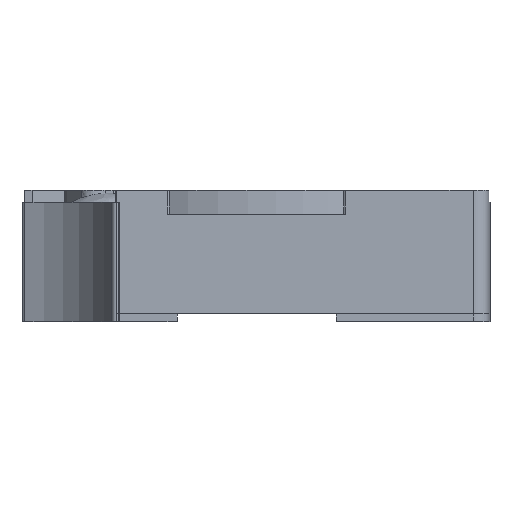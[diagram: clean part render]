
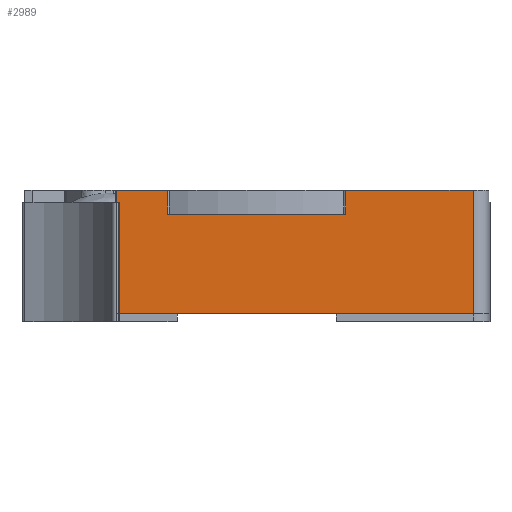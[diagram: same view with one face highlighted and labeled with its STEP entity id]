
A CAD part, front view. The second image highlights one B-rep face of the part: STEP entity #2989.
In plain terms, the highlighted free-form (B-spline) face has degree [1, 1] with [2, 2] control points.
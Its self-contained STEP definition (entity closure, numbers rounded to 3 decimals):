
#2109=CARTESIAN_POINT('',(1.12,-2.9,0.));
#2110=VERTEX_POINT('',#2109);
#2119=CARTESIAN_POINT('',(2.725,-2.9,0.));
#2120=VERTEX_POINT('',#2119);
#2121=CARTESIAN_POINT('',(1.12,-2.9,0.));
#2122=CARTESIAN_POINT('',(2.725,-2.9,0.));
#2123=B_SPLINE_CURVE_WITH_KNOTS('',1,(#2121,#2122),.POLYLINE_FORM.,.F.,.U.,(2,2),(0.691,0.966),.UNSPECIFIED.);
#2124=EDGE_CURVE('',#2110,#2120,#2123,.T.);
#2502=CARTESIAN_POINT('',(-1.12,-2.9,-0.3));
#2503=VERTEX_POINT('',#2502);
#2510=CARTESIAN_POINT('',(1.12,-2.9,-0.3));
#2511=VERTEX_POINT('',#2510);
#2512=CARTESIAN_POINT('',(-1.12,-2.9,-0.3));
#2513=CARTESIAN_POINT('',(1.12,-2.9,-0.3));
#2514=B_SPLINE_CURVE_WITH_KNOTS('',1,(#2512,#2513),.POLYLINE_FORM.,.F.,.U.,(2,2),(0.,1.),.UNSPECIFIED.);
#2515=EDGE_CURVE('',#2503,#2511,#2514,.T.);
#2885=CARTESIAN_POINT('',(2.725,-2.9,-1.55));
#2886=VERTEX_POINT('',#2885);
#2931=CARTESIAN_POINT('',(-1.767,-2.9,-1.55));
#2932=VERTEX_POINT('',#2931);
#2939=CARTESIAN_POINT('',(-1.767,-2.9,-1.55));
#2940=CARTESIAN_POINT('',(2.725,-2.9,-1.55));
#2941=B_SPLINE_CURVE_WITH_KNOTS('',1,(#2939,#2940),.POLYLINE_FORM.,.F.,.U.,(2,2),(0.198,0.966),.UNSPECIFIED.);
#2942=EDGE_CURVE('',#2932,#2886,#2941,.T.);
#2950=CARTESIAN_POINT('',(-2.925,-2.9,0.));
#2951=CARTESIAN_POINT('',(-2.925,-2.9,-1.55));
#2952=CARTESIAN_POINT('',(2.925,-2.9,0.));
#2953=CARTESIAN_POINT('',(2.925,-2.9,-1.55));
#2954=B_SPLINE_SURFACE_WITH_KNOTS('',1,1,((#2950,#2951),(#2952,#2953)),.PLANE_SURF.,.F.,.F.,.U.,(2,2),(2,2),(0.,1.),(0.,1.),.UNSPECIFIED.);
#2955=CARTESIAN_POINT('',(1.12,-2.9,-0.3));
#2956=CARTESIAN_POINT('',(1.12,-2.9,0.));
#2957=B_SPLINE_CURVE_WITH_KNOTS('',1,(#2955,#2956),.POLYLINE_FORM.,.F.,.U.,(2,2),(0.806,1.),.UNSPECIFIED.);
#2958=EDGE_CURVE('',#2511,#2110,#2957,.T.);
#2959=ORIENTED_EDGE('',*,*,#2958,.T.);
#2960=ORIENTED_EDGE('',*,*,#2124,.T.);
#2961=CARTESIAN_POINT('',(2.725,-2.9,0.));
#2962=CARTESIAN_POINT('',(2.725,-2.9,-1.55));
#2963=B_SPLINE_CURVE_WITH_KNOTS('',1,(#2961,#2962),.POLYLINE_FORM.,.F.,.U.,(2,2),(0.,1.),.UNSPECIFIED.);
#2964=EDGE_CURVE('',#2120,#2886,#2963,.T.);
#2965=ORIENTED_EDGE('',*,*,#2964,.T.);
#2966=ORIENTED_EDGE('',*,*,#2942,.F.);
#2967=CARTESIAN_POINT('',(-1.767,-2.9,0.));
#2968=VERTEX_POINT('',#2967);
#2969=CARTESIAN_POINT('',(-1.767,-2.9,0.));
#2970=CARTESIAN_POINT('',(-1.767,-2.9,-1.55));
#2971=B_SPLINE_CURVE_WITH_KNOTS('',1,(#2969,#2970),.POLYLINE_FORM.,.F.,.U.,(2,2),(0.,0.48),.UNSPECIFIED.);
#2972=EDGE_CURVE('',#2968,#2932,#2971,.T.);
#2973=ORIENTED_EDGE('',*,*,#2972,.F.);
#2974=CARTESIAN_POINT('',(-1.12,-2.9,0.));
#2975=VERTEX_POINT('',#2974);
#2976=CARTESIAN_POINT('',(-1.767,-2.9,0.));
#2977=CARTESIAN_POINT('',(-1.12,-2.9,0.));
#2978=B_SPLINE_CURVE_WITH_KNOTS('',1,(#2976,#2977),.POLYLINE_FORM.,.F.,.U.,(2,2),(0.198,0.309),.UNSPECIFIED.);
#2979=EDGE_CURVE('',#2968,#2975,#2978,.T.);
#2980=ORIENTED_EDGE('',*,*,#2979,.T.);
#2981=CARTESIAN_POINT('',(-1.12,-2.9,0.));
#2982=CARTESIAN_POINT('',(-1.12,-2.9,-0.3));
#2983=B_SPLINE_CURVE_WITH_KNOTS('',1,(#2981,#2982),.POLYLINE_FORM.,.F.,.U.,(2,2),(0.,0.194),.UNSPECIFIED.);
#2984=EDGE_CURVE('',#2975,#2503,#2983,.T.);
#2985=ORIENTED_EDGE('',*,*,#2984,.T.);
#2986=ORIENTED_EDGE('',*,*,#2515,.T.);
#2987=EDGE_LOOP('',(#2959,#2960,#2965,#2966,#2973,#2980,#2985,#2986));
#2988=FACE_OUTER_BOUND('',#2987,.F.);
#2989=ADVANCED_FACE('',(#2988),#2954,.F.);
